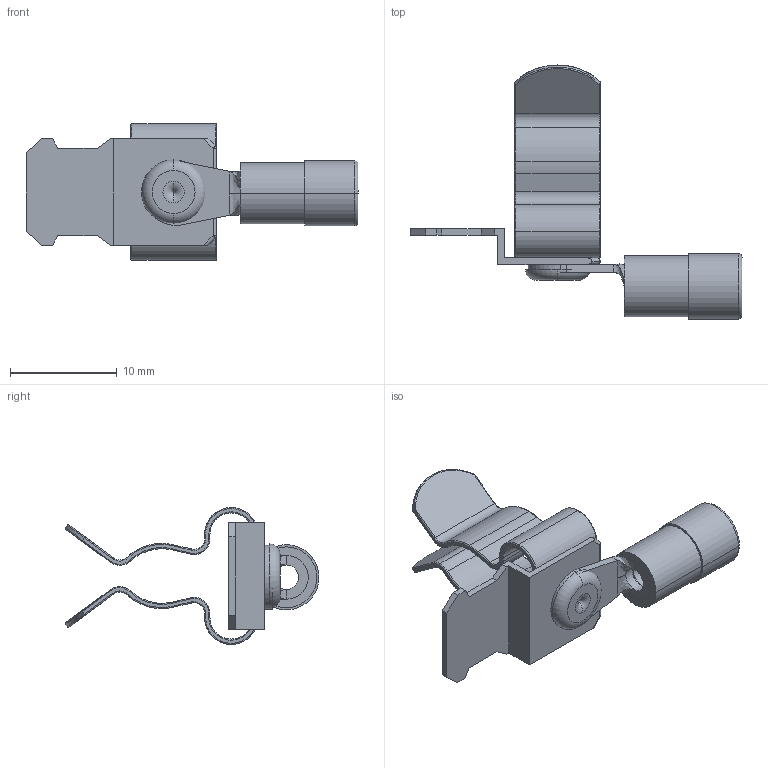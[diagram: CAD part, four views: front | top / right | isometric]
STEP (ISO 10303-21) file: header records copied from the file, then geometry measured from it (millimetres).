
FILE_DESCRIPTION (( 'STEP AP214' ), '1' );
FILE_NAME ('1016-123.STEP', '2024-09-12T13:07:25', ( '' ), ( '' ), 'SwSTEP 2.0', 'SolidWorks 2022', '' );
FILE_SCHEMA (( 'AUTOMOTIVE_DESIGN' ));
Length unit declared in the file: millimetre
Products named in the file (5): 1016-123; 1022-052 .; 8010-017; 1010-003. (2); 3x1,5_2mm Blechstärke
Assembly tree (4 placements, depth 2):
  1016-123
    8010-017
    1022-052 .
    3x1,5_2mm Blechstärke
    1010-003. (2)
Bounding box: 31.06 x 23.76 x 12.8 mm (x, y, z)
Volume: 601.3 mm3; surface area: 2034.3 mm2
Topology: 5 solids, 5 shells, 420 faces, 1041 edges, 650 vertices
Faces by surface type: plane 171, bspline 143, cylinder 97, torus 4, cone 3, sphere 2
Entity records: 20002 total; most frequent: CARTESIAN_POINT 7714, ORIENTED_EDGE 2062, DIRECTION 1637, EDGE_CURVE 1031, VERTEX_POINT 650, VECTOR 561, LINE 561, AXIS2_PLACEMENT_3D 538
